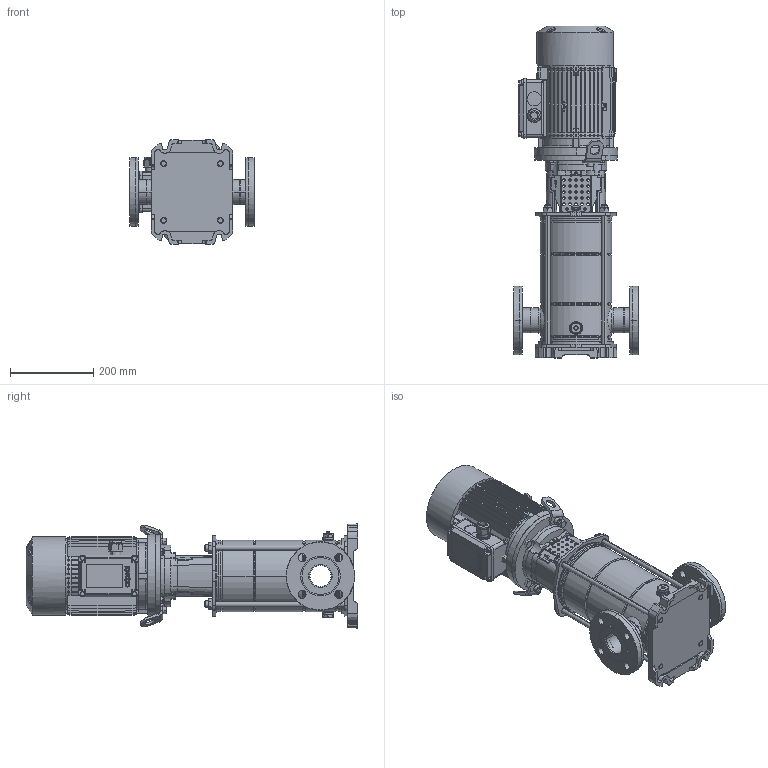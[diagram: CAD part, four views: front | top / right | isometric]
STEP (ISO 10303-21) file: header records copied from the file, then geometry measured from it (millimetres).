
FILE_DESCRIPTION (( 'STEP AP214' ), '1' );
FILE_NAME ('10007583swa01.step', '2021-09-22T13:19:44', ( '' ), ( '' ), 'SwSTEP 2.0', 'SolidWorks 2020', '' );
FILE_SCHEMA (( 'AUTOMOTIVE_DESIGN' ));
Length unit declared in the file: millimetre
Products named in the file (21): 10007670swn00_M25x1.5; 10011735swa00_M90 VERT.; 4.92.204swp01_VERSIONE MACCHINA UTENSILE; 4.92.211swp01; 10000015swn00_M10x25 A2; 3.92.277swp01_MXV 50-1503-50-2003 Sempl.; 4.92.027swp03_4_92_027_AISI304; 10000006swn00_M14 A2-70; 3.92.269swp01_3_92_269_Sempl.; 4.92.212swp01; 10007571swp00_90 SZ VERT; 10000033swn00_M10x14 A2; 3.92.244swp01_Semplificato; 4.92.222swp03_DN50 semplificato; 4.92.223swp01_M14 X 357; 10007431swp00_Flangia mot. 90; 10011737swp00_M90 B5-De250; 4.92.225swp04; 10007583swa01; 3.92.270swp01_3.92.270 Semplificato; 10007517swa00
Assembly tree (34 placements, depth 3):
  10007583swa01
    10011735swa00_M90 VERT.
      10011737swp00_M90 B5-De250
      10007571swp00_90 SZ VERT
      10007670swn00_M25x1.5
    10007517swa00
      3.92.244swp01_Semplificato
      3.92.277swp01_MXV 50-1503-50-2003 Sempl.
      3.92.269swp01_3_92_269_Sempl.
      4.92.223swp01_M14 X 357  x4
      10007431swp00_Flangia mot. 90
      4.92.027swp03_4_92_027_AISI304
      10000006swn00_M14 A2-70  x4
      3.92.270swp01_3.92.270 Semplificato
      4.92.204swp01_VERSIONE MACCHINA UTENSILE  x2
      4.92.222swp03_DN50 semplificato  x2
      4.92.212swp01
      4.92.225swp04  x2
      4.92.211swp01  x2
      10000033swn00_M10x14 A2  x2
    10000015swn00_M10x25 A2  x4
Bounding box: 300 x 797.1 x 250 mm (x, y, z)
Volume: 18537645 mm3; surface area: 1739542 mm2
Topology: 60 solids, 63 shells, 3357 faces, 8479 edges, 5401 vertices
Faces by surface type: plane 1514, cylinder 826, cone 628, bspline 212, torus 169, sphere 8
Entity records: 96683 total; most frequent: CARTESIAN_POINT 25420, ORIENTED_EDGE 14558, DIRECTION 13896, EDGE_CURVE 7279, AXIS2_PLACEMENT_3D 4979, VERTEX_POINT 4685, LINE 3938, VECTOR 3938
